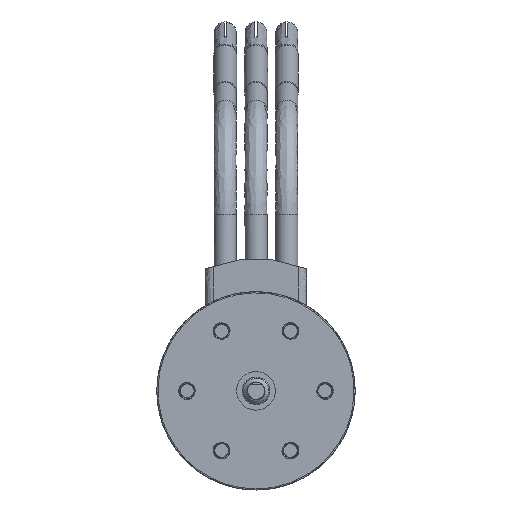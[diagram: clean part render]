
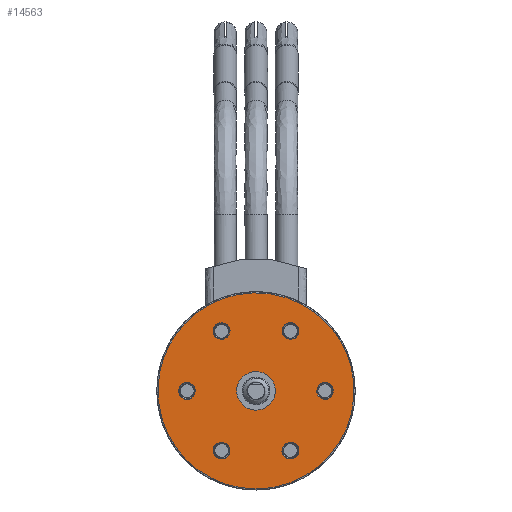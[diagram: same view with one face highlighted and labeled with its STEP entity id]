
A CAD part, front view. The second image highlights one B-rep face of the part: STEP entity #14563.
In plain terms, the highlighted free-form (B-spline) face has degree [1, 1] with [2, 2] control points.
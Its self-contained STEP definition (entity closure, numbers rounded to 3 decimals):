
#14439 = VERTEX_POINT('',#14440);
#14440 = CARTESIAN_POINT('',(-3.994,0.,0.));
#14458 = EDGE_CURVE('',#14439,#14439,#14459,.T.);
#14459 = ( BOUNDED_CURVE() B_SPLINE_CURVE(2,(#14460,#14461,#14462,#14463
    ,#14464,#14465,#14466),.UNSPECIFIED.,.T.,.F.) 
B_SPLINE_CURVE_WITH_KNOTS((3,2,2,3),(3.142,5.236,
7.33,9.425),.PIECEWISE_BEZIER_KNOTS.) CURVE() 
GEOMETRIC_REPRESENTATION_ITEM() RATIONAL_B_SPLINE_CURVE((1.,0.5,1.,0.5,
1.,0.5,1.)) REPRESENTATION_ITEM('') );
#14460 = CARTESIAN_POINT('',(-3.994,0.,0.));
#14461 = CARTESIAN_POINT('',(-3.994,0.,6.919));
#14462 = CARTESIAN_POINT('',(1.997,0.,3.459));
#14463 = CARTESIAN_POINT('',(7.989,0.,0.));
#14464 = CARTESIAN_POINT('',(1.997,0.,-3.459));
#14465 = CARTESIAN_POINT('',(-3.994,0.,-6.919));
#14466 = CARTESIAN_POINT('',(-3.994,0.,0.));
#14510 = VERTEX_POINT('',#14511);
#14511 = CARTESIAN_POINT('',(0.,0.,-20.315));
#14517 = EDGE_CURVE('',#14510,#14510,#14518,.T.);
#14518 = ( BOUNDED_CURVE() B_SPLINE_CURVE(2,(#14519,#14520,#14521,#14522
    ,#14523,#14524,#14525),.UNSPECIFIED.,.T.,.F.) 
B_SPLINE_CURVE_WITH_KNOTS((3,2,2,3),(1.571,3.665,
5.76,7.854),.PIECEWISE_BEZIER_KNOTS.) CURVE() 
GEOMETRIC_REPRESENTATION_ITEM() RATIONAL_B_SPLINE_CURVE((1.,0.5,1.,0.5,
1.,0.5,1.)) REPRESENTATION_ITEM('') );
#14519 = CARTESIAN_POINT('',(0.,0.,-20.315));
#14520 = CARTESIAN_POINT('',(-35.186,0.,-20.315));
#14521 = CARTESIAN_POINT('',(-17.593,0.,10.157));
#14522 = CARTESIAN_POINT('',(0.,0.,40.629));
#14523 = CARTESIAN_POINT('',(17.593,0.,10.157));
#14524 = CARTESIAN_POINT('',(35.186,0.,-20.315));
#14525 = CARTESIAN_POINT('',(0.,0.,-20.315));
#14563 = ADVANCED_FACE('',(#14564,#14567,#14570,#14584,#14598,#14612,
    #14626,#14640),#14654,.F.);
#14564 = FACE_BOUND('',#14565,.T.);
#14565 = EDGE_LOOP('',(#14566));
#14566 = ORIENTED_EDGE('',*,*,#14517,.F.);
#14567 = FACE_BOUND('',#14568,.T.);
#14568 = EDGE_LOOP('',(#14569));
#14569 = ORIENTED_EDGE('',*,*,#14458,.T.);
#14570 = FACE_BOUND('',#14571,.T.);
#14571 = EDGE_LOOP('',(#14572));
#14572 = ORIENTED_EDGE('',*,*,#14573,.F.);
#14573 = EDGE_CURVE('',#14574,#14574,#14576,.T.);
#14574 = VERTEX_POINT('',#14575);
#14575 = CARTESIAN_POINT('',(-7.969,0.,-13.802));
#14576 = ( BOUNDED_CURVE() B_SPLINE_CURVE(2,(#14577,#14578,#14579,#14580
    ,#14581,#14582,#14583),.UNSPECIFIED.,.T.,.F.) 
B_SPLINE_CURVE_WITH_KNOTS((3,2,2,3),(3.142,5.236,
7.33,9.425),.PIECEWISE_BEZIER_KNOTS.) CURVE() 
GEOMETRIC_REPRESENTATION_ITEM() RATIONAL_B_SPLINE_CURVE((1.,0.5,1.,0.5,
1.,0.5,1.)) REPRESENTATION_ITEM('') );
#14577 = CARTESIAN_POINT('',(-7.969,0.,-13.802));
#14578 = CARTESIAN_POINT('',(-5.462,0.,-15.25));
#14579 = CARTESIAN_POINT('',(-5.462,0.,-12.355));
#14580 = CARTESIAN_POINT('',(-5.462,0.,-9.46));
#14581 = CARTESIAN_POINT('',(-7.969,0.,-10.907));
#14582 = CARTESIAN_POINT('',(-10.476,0.,-12.355));
#14583 = CARTESIAN_POINT('',(-7.969,0.,-13.802));
#14584 = FACE_BOUND('',#14585,.T.);
#14585 = EDGE_LOOP('',(#14586));
#14586 = ORIENTED_EDGE('',*,*,#14587,.F.);
#14587 = EDGE_CURVE('',#14588,#14588,#14590,.T.);
#14588 = VERTEX_POINT('',#14589);
#14589 = CARTESIAN_POINT('',(15.937,0.,0.));
#14590 = ( BOUNDED_CURVE() B_SPLINE_CURVE(2,(#14591,#14592,#14593,#14594
    ,#14595,#14596,#14597),.UNSPECIFIED.,.T.,.F.) 
B_SPLINE_CURVE_WITH_KNOTS((3,2,2,3),(3.142,5.236,
7.33,9.425),.PIECEWISE_BEZIER_KNOTS.) CURVE() 
GEOMETRIC_REPRESENTATION_ITEM() RATIONAL_B_SPLINE_CURVE((1.,0.5,1.,0.5,
1.,0.5,1.)) REPRESENTATION_ITEM('') );
#14591 = CARTESIAN_POINT('',(15.937,0.,0.));
#14592 = CARTESIAN_POINT('',(15.937,0.,2.895));
#14593 = CARTESIAN_POINT('',(13.43,0.,1.447));
#14594 = CARTESIAN_POINT('',(10.923,0.,0.));
#14595 = CARTESIAN_POINT('',(13.43,0.,-1.447));
#14596 = CARTESIAN_POINT('',(15.937,0.,-2.895));
#14597 = CARTESIAN_POINT('',(15.937,0.,0.));
#14598 = FACE_BOUND('',#14599,.T.);
#14599 = EDGE_LOOP('',(#14600));
#14600 = ORIENTED_EDGE('',*,*,#14601,.F.);
#14601 = EDGE_CURVE('',#14602,#14602,#14604,.T.);
#14602 = VERTEX_POINT('',#14603);
#14603 = CARTESIAN_POINT('',(-7.969,0.,13.802));
#14604 = ( BOUNDED_CURVE() B_SPLINE_CURVE(2,(#14605,#14606,#14607,#14608
    ,#14609,#14610,#14611),.UNSPECIFIED.,.T.,.F.) 
B_SPLINE_CURVE_WITH_KNOTS((3,2,2,3),(3.142,5.236,
7.33,9.425),.PIECEWISE_BEZIER_KNOTS.) CURVE() 
GEOMETRIC_REPRESENTATION_ITEM() RATIONAL_B_SPLINE_CURVE((1.,0.5,1.,0.5,
1.,0.5,1.)) REPRESENTATION_ITEM('') );
#14605 = CARTESIAN_POINT('',(-7.969,0.,13.802));
#14606 = CARTESIAN_POINT('',(-10.476,0.,12.355));
#14607 = CARTESIAN_POINT('',(-7.969,0.,10.907));
#14608 = CARTESIAN_POINT('',(-5.462,0.,9.46));
#14609 = CARTESIAN_POINT('',(-5.462,0.,12.355));
#14610 = CARTESIAN_POINT('',(-5.462,0.,15.25));
#14611 = CARTESIAN_POINT('',(-7.969,0.,13.802));
#14612 = FACE_BOUND('',#14613,.T.);
#14613 = EDGE_LOOP('',(#14614));
#14614 = ORIENTED_EDGE('',*,*,#14615,.F.);
#14615 = EDGE_CURVE('',#14616,#14616,#14618,.T.);
#14616 = VERTEX_POINT('',#14617);
#14617 = CARTESIAN_POINT('',(-15.937,0.,0.));
#14618 = ( BOUNDED_CURVE() B_SPLINE_CURVE(2,(#14619,#14620,#14621,#14622
    ,#14623,#14624,#14625),.UNSPECIFIED.,.T.,.F.) 
B_SPLINE_CURVE_WITH_KNOTS((3,2,2,3),(3.142,5.236,
7.33,9.425),.PIECEWISE_BEZIER_KNOTS.) CURVE() 
GEOMETRIC_REPRESENTATION_ITEM() RATIONAL_B_SPLINE_CURVE((1.,0.5,1.,0.5,
1.,0.5,1.)) REPRESENTATION_ITEM('') );
#14619 = CARTESIAN_POINT('',(-15.937,0.,0.));
#14620 = CARTESIAN_POINT('',(-15.937,0.,-2.895));
#14621 = CARTESIAN_POINT('',(-13.43,0.,-1.447));
#14622 = CARTESIAN_POINT('',(-10.923,0.,0.));
#14623 = CARTESIAN_POINT('',(-13.43,0.,1.447));
#14624 = CARTESIAN_POINT('',(-15.937,0.,2.895));
#14625 = CARTESIAN_POINT('',(-15.937,0.,0.));
#14626 = FACE_BOUND('',#14627,.T.);
#14627 = EDGE_LOOP('',(#14628));
#14628 = ORIENTED_EDGE('',*,*,#14629,.F.);
#14629 = EDGE_CURVE('',#14630,#14630,#14632,.T.);
#14630 = VERTEX_POINT('',#14631);
#14631 = CARTESIAN_POINT('',(7.969,0.,13.802));
#14632 = ( BOUNDED_CURVE() B_SPLINE_CURVE(2,(#14633,#14634,#14635,#14636
    ,#14637,#14638,#14639),.UNSPECIFIED.,.T.,.F.) 
B_SPLINE_CURVE_WITH_KNOTS((3,2,2,3),(3.142,5.236,
7.33,9.425),.PIECEWISE_BEZIER_KNOTS.) CURVE() 
GEOMETRIC_REPRESENTATION_ITEM() RATIONAL_B_SPLINE_CURVE((1.,0.5,1.,0.5,
1.,0.5,1.)) REPRESENTATION_ITEM('') );
#14633 = CARTESIAN_POINT('',(7.969,0.,13.802));
#14634 = CARTESIAN_POINT('',(5.462,0.,15.25));
#14635 = CARTESIAN_POINT('',(5.462,0.,12.355));
#14636 = CARTESIAN_POINT('',(5.462,0.,9.46));
#14637 = CARTESIAN_POINT('',(7.969,0.,10.907));
#14638 = CARTESIAN_POINT('',(10.476,0.,12.355));
#14639 = CARTESIAN_POINT('',(7.969,0.,13.802));
#14640 = FACE_BOUND('',#14641,.T.);
#14641 = EDGE_LOOP('',(#14642));
#14642 = ORIENTED_EDGE('',*,*,#14643,.F.);
#14643 = EDGE_CURVE('',#14644,#14644,#14646,.T.);
#14644 = VERTEX_POINT('',#14645);
#14645 = CARTESIAN_POINT('',(7.969,0.,-13.802));
#14646 = ( BOUNDED_CURVE() B_SPLINE_CURVE(2,(#14647,#14648,#14649,#14650
    ,#14651,#14652,#14653),.UNSPECIFIED.,.T.,.F.) 
B_SPLINE_CURVE_WITH_KNOTS((3,2,2,3),(3.142,5.236,
7.33,9.425),.PIECEWISE_BEZIER_KNOTS.) CURVE() 
GEOMETRIC_REPRESENTATION_ITEM() RATIONAL_B_SPLINE_CURVE((1.,0.5,1.,0.5,
1.,0.5,1.)) REPRESENTATION_ITEM('') );
#14647 = CARTESIAN_POINT('',(7.969,0.,-13.802));
#14648 = CARTESIAN_POINT('',(10.476,0.,-12.355));
#14649 = CARTESIAN_POINT('',(7.969,0.,-10.907));
#14650 = CARTESIAN_POINT('',(5.462,0.,-9.46));
#14651 = CARTESIAN_POINT('',(5.462,0.,-12.355));
#14652 = CARTESIAN_POINT('',(5.462,0.,-15.25));
#14653 = CARTESIAN_POINT('',(7.969,0.,-13.802));
#14654 = B_SPLINE_SURFACE_WITH_KNOTS('',1,1,(
    (#14655,#14656)
    ,(#14657,#14658
  )),.UNSPECIFIED.,.F.,.F.,.F.,(2,2),(2,2),(-17.8,17.8),(-17.8,17.8),
  .PIECEWISE_BEZIER_KNOTS.);
#14655 = CARTESIAN_POINT('',(-20.315,0.,20.315));
#14656 = CARTESIAN_POINT('',(-20.315,0.,-20.315));
#14657 = CARTESIAN_POINT('',(20.315,0.,20.315));
#14658 = CARTESIAN_POINT('',(20.315,0.,-20.315));
